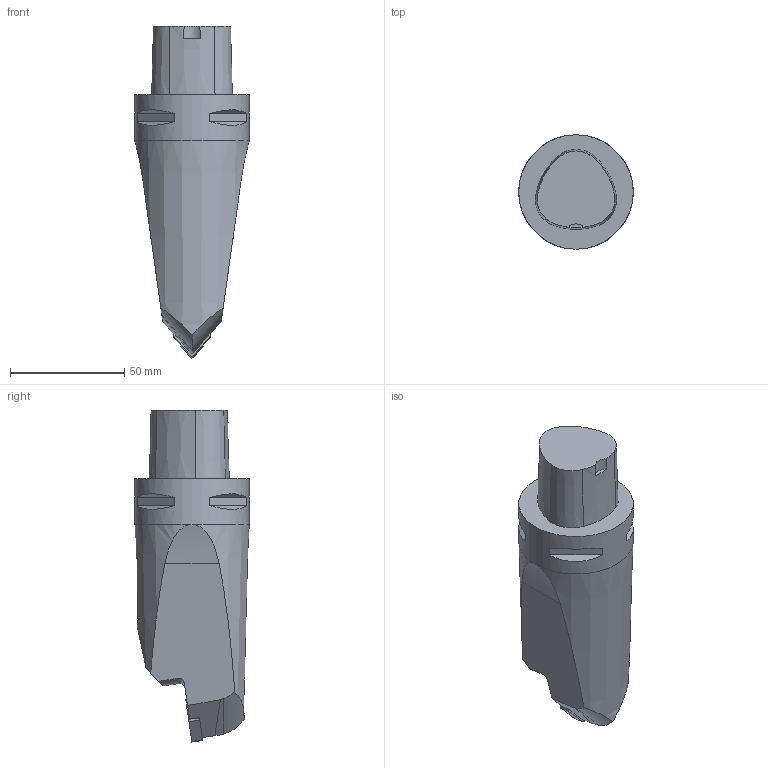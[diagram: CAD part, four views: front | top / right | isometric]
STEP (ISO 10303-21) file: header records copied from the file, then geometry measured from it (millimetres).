
FILE_DESCRIPTION(/* description */ (''),/* implementation_level */ '2;1');
FILE_NAME(/* name */ '1544008660983.stp',/* time_stamp */ '2018-12-05T16:48:02+05:00',/* author */ (''),/* organization */ ('SMS'),/* preprocessor_version */ 'ST-DEVELOPER v15',/* originating_system */ 'SIEMENS PLM Software NX 8.5',/* authorisation */ '');
FILE_SCHEMA (('AUTOMOTIVE_DESIGN { 1 0 10303 214 3 1 1 1 }'));
Length unit declared in the file: millimetre
Products named in the file (4): IsoTurningInsert; ASSEMBLY_CONSTRUCTION; 201880795mod000_01; 201880794mod000_01
Assembly tree (3 placements, depth 2):
  201880794mod000_01
    201880795mod000_01
    ASSEMBLY_CONSTRUCTION
    IsoTurningInsert
Bounding box: 50 x 50 x 145 mm (x, y, z)
Volume: 186056.4 mm3; surface area: 21649.3 mm2
Topology: 2 solids, 2 shells, 62 faces, 152 edges, 106 vertices
Faces by surface type: plane 36, cylinder 16, cone 8, torus 2
Full cylindrical faces by diameter (mm): 5.156 x2, 50 x1
Entity records: 2112 total; most frequent: CARTESIAN_POINT 458, DIRECTION 340, ORIENTED_EDGE 294, EDGE_CURVE 147, AXIS2_PLACEMENT_3D 132, VERTEX_POINT 98, LINE 76, VECTOR 76
